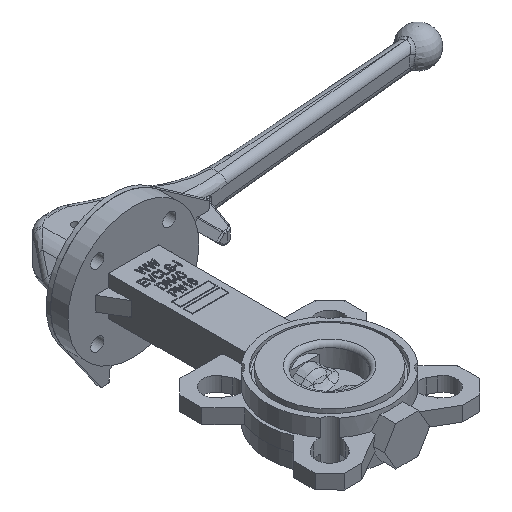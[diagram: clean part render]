
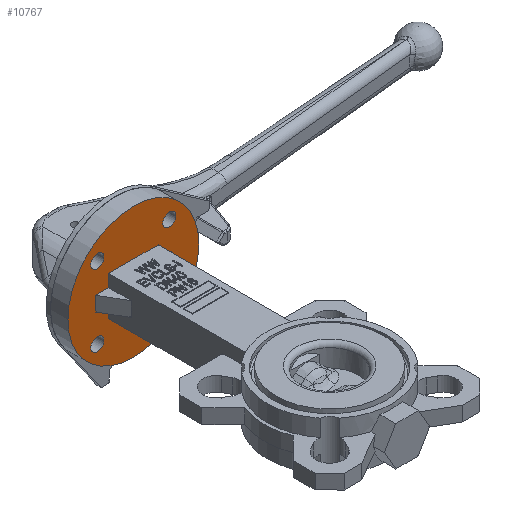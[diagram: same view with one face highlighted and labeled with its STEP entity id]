
A CAD part, isometric view. The second image highlights one B-rep face of the part: STEP entity #10767.
In plain terms, the highlighted planar face has unit normal (0, -1, 0).
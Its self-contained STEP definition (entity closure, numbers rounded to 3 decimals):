
#127=FACE_BOUND('',#1789,.T.);
#128=FACE_BOUND('',#1790,.T.);
#129=FACE_BOUND('',#1791,.T.);
#130=FACE_BOUND('',#1792,.T.);
#131=FACE_BOUND('',#1793,.T.);
#300=PLANE('',#11658);
#1167=FACE_OUTER_BOUND('',#1788,.T.);
#1788=EDGE_LOOP('',(#8332));
#1789=EDGE_LOOP('',(#8333,#8334,#8335,#8336,#8337,#8338,#8339,#8340,#8341,
#8342,#8343,#8344));
#1790=EDGE_LOOP('',(#8345));
#1791=EDGE_LOOP('',(#8346));
#1792=EDGE_LOOP('',(#8347));
#1793=EDGE_LOOP('',(#8348));
#2439=LINE('',#19030,#3352);
#2584=LINE('',#20220,#3497);
#2585=LINE('',#20222,#3498);
#2586=LINE('',#20224,#3499);
#2587=LINE('',#20226,#3500);
#2588=LINE('',#20228,#3501);
#2589=LINE('',#20230,#3502);
#2590=LINE('',#20232,#3503);
#2591=LINE('',#20234,#3504);
#2592=LINE('',#20236,#3505);
#2593=LINE('',#20237,#3506);
#2594=LINE('',#20238,#3507);
#3352=VECTOR('',#13243,1000.);
#3497=VECTOR('',#13446,1000.);
#3498=VECTOR('',#13447,1000.);
#3499=VECTOR('',#13448,1000.);
#3500=VECTOR('',#13449,1000.);
#3501=VECTOR('',#13450,1000.);
#3502=VECTOR('',#13451,1000.);
#3503=VECTOR('',#13452,1000.);
#3504=VECTOR('',#13453,1000.);
#3505=VECTOR('',#13454,1000.);
#3506=VECTOR('',#13455,1000.);
#3507=VECTOR('',#13456,1000.);
#4249=CIRCLE('',#11567,4.5);
#4251=CIRCLE('',#11570,4.5);
#4253=CIRCLE('',#11573,4.5);
#4255=CIRCLE('',#11576,4.5);
#4258=CIRCLE('',#11580,45.);
#4771=VERTEX_POINT('',#18823);
#4773=VERTEX_POINT('',#18829);
#4775=VERTEX_POINT('',#18835);
#4777=VERTEX_POINT('',#18841);
#4780=VERTEX_POINT('',#18849);
#4819=VERTEX_POINT('',#19027);
#4820=VERTEX_POINT('',#19029);
#5032=VERTEX_POINT('',#20218);
#5033=VERTEX_POINT('',#20219);
#5034=VERTEX_POINT('',#20221);
#5035=VERTEX_POINT('',#20223);
#5036=VERTEX_POINT('',#20225);
#5037=VERTEX_POINT('',#20227);
#5038=VERTEX_POINT('',#20229);
#5039=VERTEX_POINT('',#20231);
#5040=VERTEX_POINT('',#20233);
#5041=VERTEX_POINT('',#20235);
#5963=EDGE_CURVE('',#4771,#4771,#4249,.T.);
#5966=EDGE_CURVE('',#4773,#4773,#4251,.T.);
#5969=EDGE_CURVE('',#4775,#4775,#4253,.T.);
#5972=EDGE_CURVE('',#4777,#4777,#4255,.T.);
#5977=EDGE_CURVE('',#4780,#4780,#4258,.T.);
#6040=EDGE_CURVE('',#4819,#4820,#2439,.T.);
#6261=EDGE_CURVE('',#5032,#5033,#2584,.T.);
#6262=EDGE_CURVE('',#5032,#5034,#2585,.T.);
#6263=EDGE_CURVE('',#5034,#5035,#2586,.T.);
#6264=EDGE_CURVE('',#5035,#5036,#2587,.T.);
#6265=EDGE_CURVE('',#5037,#5036,#2588,.T.);
#6266=EDGE_CURVE('',#5038,#5037,#2589,.T.);
#6267=EDGE_CURVE('',#5038,#5039,#2590,.T.);
#6268=EDGE_CURVE('',#5040,#5039,#2591,.T.);
#6269=EDGE_CURVE('',#5041,#5040,#2592,.T.);
#6270=EDGE_CURVE('',#4820,#5041,#2593,.T.);
#6271=EDGE_CURVE('',#4819,#5033,#2594,.T.);
#8332=ORIENTED_EDGE('',*,*,#5977,.F.);
#8333=ORIENTED_EDGE('',*,*,#6261,.F.);
#8334=ORIENTED_EDGE('',*,*,#6262,.T.);
#8335=ORIENTED_EDGE('',*,*,#6263,.T.);
#8336=ORIENTED_EDGE('',*,*,#6264,.T.);
#8337=ORIENTED_EDGE('',*,*,#6265,.F.);
#8338=ORIENTED_EDGE('',*,*,#6266,.F.);
#8339=ORIENTED_EDGE('',*,*,#6267,.T.);
#8340=ORIENTED_EDGE('',*,*,#6268,.F.);
#8341=ORIENTED_EDGE('',*,*,#6269,.F.);
#8342=ORIENTED_EDGE('',*,*,#6270,.F.);
#8343=ORIENTED_EDGE('',*,*,#6040,.F.);
#8344=ORIENTED_EDGE('',*,*,#6271,.T.);
#8345=ORIENTED_EDGE('',*,*,#5963,.T.);
#8346=ORIENTED_EDGE('',*,*,#5966,.T.);
#8347=ORIENTED_EDGE('',*,*,#5969,.T.);
#8348=ORIENTED_EDGE('',*,*,#5972,.T.);
#10767=ADVANCED_FACE('',(#1167,#127,#128,#129,#130,#131),#300,.F.);
#11567=AXIS2_PLACEMENT_3D('',#18824,#13095,#13096);
#11570=AXIS2_PLACEMENT_3D('',#18830,#13102,#13103);
#11573=AXIS2_PLACEMENT_3D('',#18836,#13109,#13110);
#11576=AXIS2_PLACEMENT_3D('',#18842,#13116,#13117);
#11580=AXIS2_PLACEMENT_3D('',#18851,#13126,#13127);
#11658=AXIS2_PLACEMENT_3D('',#20217,#13444,#13445);
#13095=DIRECTION('center_axis',(0.,1.,0.));
#13096=DIRECTION('ref_axis',(0.,0.,1.));
#13102=DIRECTION('center_axis',(0.,1.,0.));
#13103=DIRECTION('ref_axis',(0.,0.,1.));
#13109=DIRECTION('center_axis',(0.,1.,0.));
#13110=DIRECTION('ref_axis',(0.,0.,1.));
#13116=DIRECTION('center_axis',(0.,1.,0.));
#13117=DIRECTION('ref_axis',(0.,0.,1.));
#13126=DIRECTION('center_axis',(0.,1.,0.));
#13127=DIRECTION('ref_axis',(0.,0.,1.));
#13243=DIRECTION('',(-1.,0.,0.));
#13444=DIRECTION('center_axis',(0.,1.,0.));
#13445=DIRECTION('ref_axis',(0.,0.,1.));
#13446=DIRECTION('',(-1.,0.,0.));
#13447=DIRECTION('',(0.,0.,-1.));
#13448=DIRECTION('',(-1.,0.,0.));
#13449=DIRECTION('',(0.,0.,-1.));
#13450=DIRECTION('',(1.,0.,0.));
#13451=DIRECTION('',(0.,0.,-1.));
#13452=DIRECTION('',(-1.,0.,0.));
#13453=DIRECTION('',(0.,0.,-1.));
#13454=DIRECTION('',(-1.,0.,0.));
#13455=DIRECTION('',(0.,0.,-1.));
#13456=DIRECTION('',(0.,0.,-1.));
#18823=CARTESIAN_POINT('',(-24.749,135.,-29.249));
#18824=CARTESIAN_POINT('Origin',(-24.749,135.,-24.749));
#18829=CARTESIAN_POINT('',(-24.749,135.,20.249));
#18830=CARTESIAN_POINT('Origin',(-24.749,135.,24.749));
#18835=CARTESIAN_POINT('',(24.749,135.,20.249));
#18836=CARTESIAN_POINT('Origin',(24.749,135.,24.749));
#18841=CARTESIAN_POINT('',(24.749,135.,-29.249));
#18842=CARTESIAN_POINT('Origin',(24.749,135.,-24.749));
#18849=CARTESIAN_POINT('',(0.,135.,-45.));
#18851=CARTESIAN_POINT('Origin',(0.,135.,0.));
#19027=CARTESIAN_POINT('',(17.,135.,13.5));
#19029=CARTESIAN_POINT('',(-17.,135.,13.5));
#19030=CARTESIAN_POINT('',(7.794,135.,13.5));
#20217=CARTESIAN_POINT('Origin',(0.,135.,0.));
#20218=CARTESIAN_POINT('',(26.,135.,5.));
#20219=CARTESIAN_POINT('',(17.,135.,5.));
#20220=CARTESIAN_POINT('',(-26.,135.,5.));
#20221=CARTESIAN_POINT('',(26.,135.,-5.));
#20222=CARTESIAN_POINT('',(26.,135.,5.));
#20223=CARTESIAN_POINT('',(17.,135.,-5.));
#20224=CARTESIAN_POINT('',(-26.,135.,-5.));
#20225=CARTESIAN_POINT('',(17.,135.,-13.5));
#20226=CARTESIAN_POINT('',(17.,135.,13.5));
#20227=CARTESIAN_POINT('',(-17.,135.,-13.5));
#20228=CARTESIAN_POINT('',(-7.794,135.,-13.5));
#20229=CARTESIAN_POINT('',(-17.,135.,-5.));
#20230=CARTESIAN_POINT('',(-17.,135.,13.5));
#20231=CARTESIAN_POINT('',(-26.,135.,-5.));
#20232=CARTESIAN_POINT('',(-26.,135.,-5.));
#20233=CARTESIAN_POINT('',(-26.,135.,5.));
#20234=CARTESIAN_POINT('',(-26.,135.,5.));
#20235=CARTESIAN_POINT('',(-17.,135.,5.));
#20236=CARTESIAN_POINT('',(-26.,135.,5.));
#20237=CARTESIAN_POINT('',(-17.,135.,13.5));
#20238=CARTESIAN_POINT('',(17.,135.,13.5));
